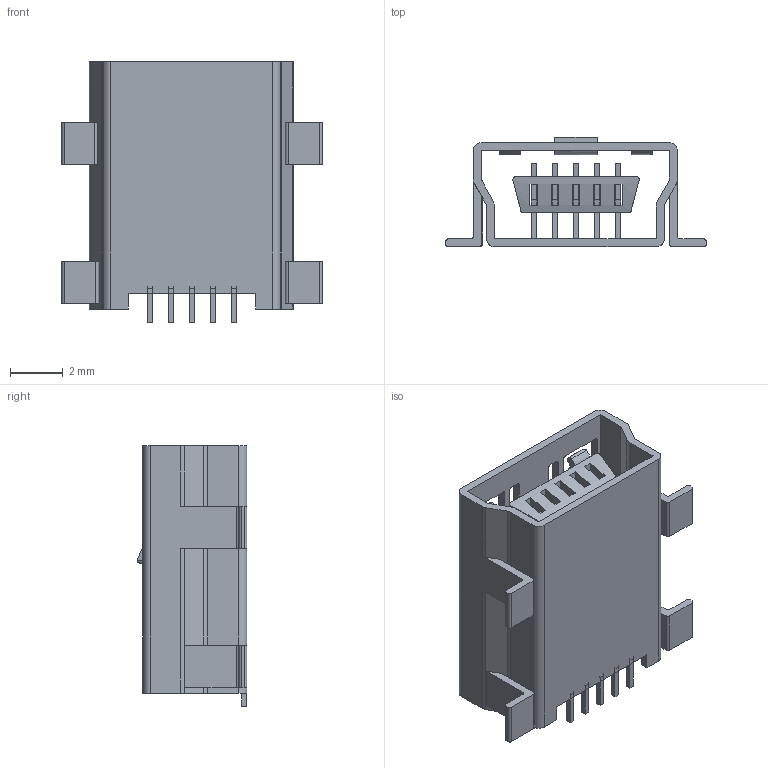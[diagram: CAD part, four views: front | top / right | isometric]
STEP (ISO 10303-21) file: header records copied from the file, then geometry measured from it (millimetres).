
FILE_DESCRIPTION(/* description */ (''),/* implementation_level */ '2;1');
FILE_NAME(/* name */ 'USB_MINI_B_SMD v35.step',/* time_stamp */ '2020-05-18T08:52:58-05:00',/* author */ (''),/* organization */ (''),/* preprocessor_version */ 'ST-DEVELOPER v18.1',/* originating_system */ 'Autodesk Translation Framework v9.3.0.1241',/* authorisation */ '');
FILE_SCHEMA (('AUTOMOTIVE_DESIGN { 1 0 10303 214 3 1 1 }'));
Length unit declared in the file: millimetre
Products named in the file (1): (Unsaved)
Bounding box: 9.9 x 4.17 x 9.9 mm (x, y, z)
Volume: 99.3 mm3; surface area: 673.9 mm2
Topology: 7 solids, 7 shells, 259 faces, 747 edges, 498 vertices
Faces by surface type: plane 168, cylinder 76, bspline 15
Entity records: 9578 total; most frequent: CARTESIAN_POINT 2754, ORIENTED_EDGE 1494, DIRECTION 1295, EDGE_CURVE 747, LINE 533, VECTOR 533, VERTEX_POINT 498, AXIS2_PLACEMENT_3D 381
